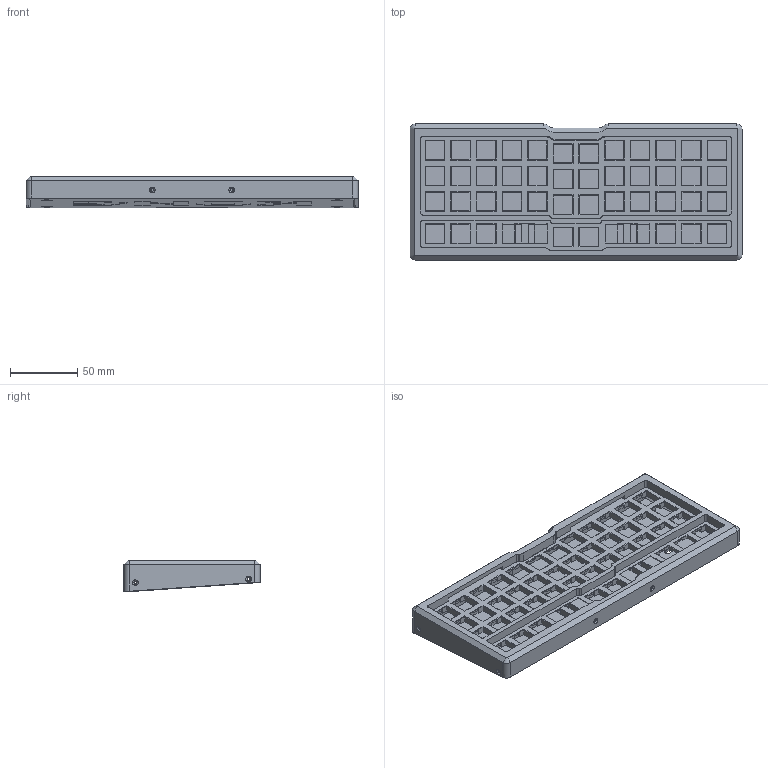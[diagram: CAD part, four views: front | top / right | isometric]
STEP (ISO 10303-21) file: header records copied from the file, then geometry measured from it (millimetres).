
FILE_DESCRIPTION(/* description */ (''),/* implementation_level */ '2;1');
FILE_NAME(/* name */ 'case_KongMX_gasket.step',/* time_stamp */ '2023-04-17T08:53:55-07:00',/* author */ (''),/* organization */ (''),/* preprocessor_version */ 'ST-DEVELOPER v19.2',/* originating_system */ 'Autodesk Translation Framework v12.4.0.73',/* authorisation */ '');
FILE_SCHEMA (('AUTOMOTIVE_DESIGN { 1 0 10303 214 3 1 1 }'));
Products named in the file (5): gasket case; top; bottom; plate 1u ; plate 2u
Assembly tree (4 placements, depth 2):
  gasket case
    top
    bottom
    plate 1u 
    plate 2u
Bounding box: 246.62 x 101.03 x 23.41 mm (x, y, z)
Volume: 224494.4 mm3; surface area: 175484.2 mm2
Topology: 4 solids, 4 shells, 2392 faces, 6673 edges, 4195 vertices
Faces by surface type: plane 2200, cylinder 120, cone 44, bspline 28
Full cylindrical faces by diameter (mm): 2 x8, 2.2 x8, 8.5 x4
Entity records: 75831 total; most frequent: CARTESIAN_POINT 14319, ORIENTED_EDGE 13346, DIRECTION 11649, EDGE_CURVE 6673, LINE 6299, VECTOR 6299, VERTEX_POINT 4195, AXIS2_PLACEMENT_3D 2675
